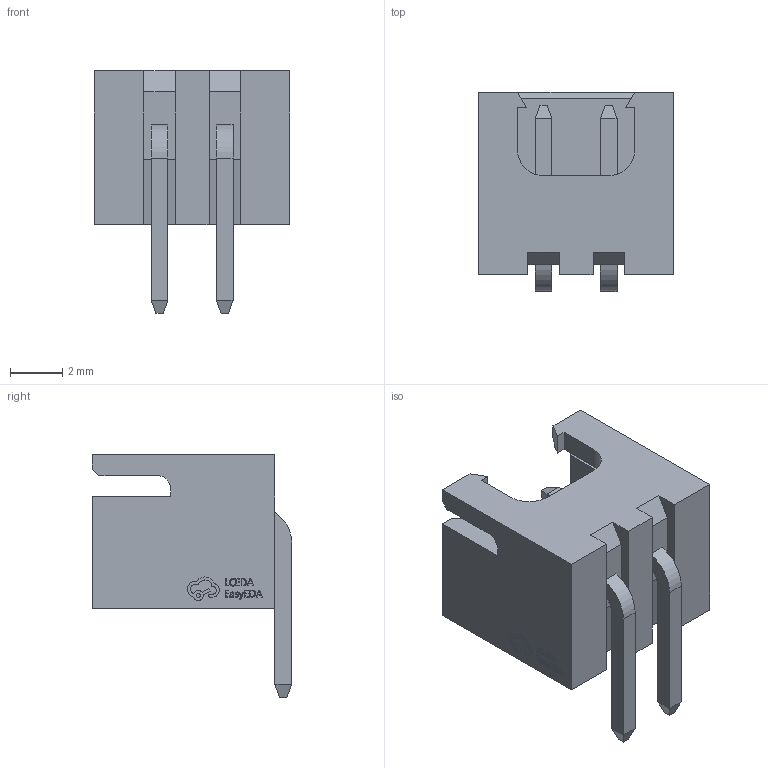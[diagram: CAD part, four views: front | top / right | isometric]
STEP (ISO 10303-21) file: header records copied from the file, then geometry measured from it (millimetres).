
FILE_DESCRIPTION (( 'STEP AP214' ), '1' );
FILE_NAME ('CONN-TH_2P-P2.50_HC-XH-2AW-G.STEP', '2023-03-17T08:01:15', ( 'PC' ), ( 'Microsoft' ), 'SwSTEP 2.0', 'SolidWorks 2020', '' );
FILE_SCHEMA (( 'AUTOMOTIVE_DESIGN' ));
Length unit declared in the file: millimetre
Products named in the file (1): CONN-TH_2P-P2.50_HC-XH-2AW-G
Bounding box: 7.51 x 7.64 x 9.3 mm (x, y, z)
Volume: 172 mm3; surface area: 418.7 mm2
Topology: 1 solids, 1 shells, 311 faces, 840 edges, 554 vertices
Faces by surface type: plane 205, bspline 98, cylinder 8
Entity records: 13613 total; most frequent: CARTESIAN_POINT 3012, ORIENTED_EDGE 1680, DIRECTION 1084, EDGE_CURVE 840, LINE 624, VECTOR 624, VERTEX_POINT 554, EDGE_LOOP 334
